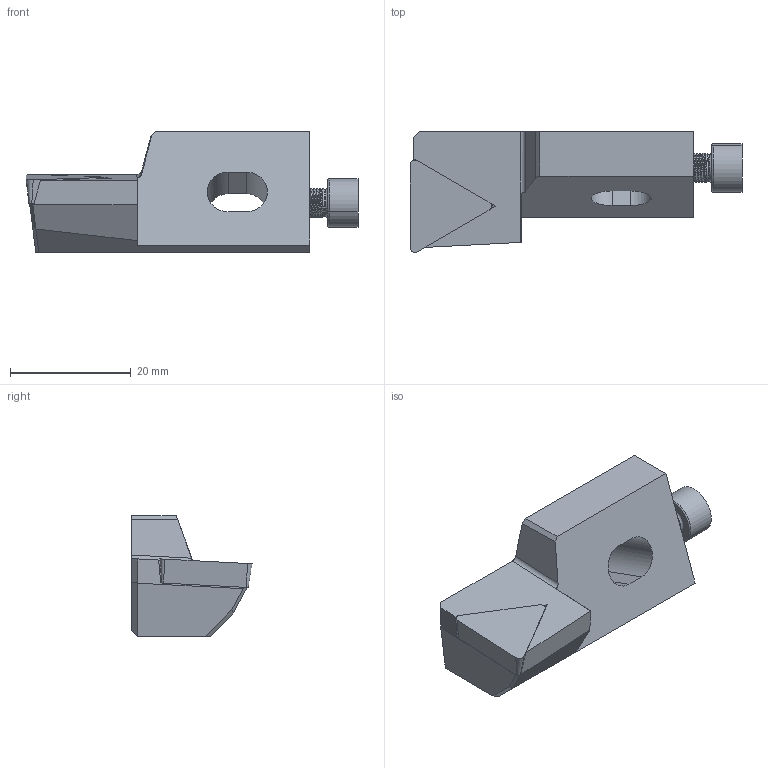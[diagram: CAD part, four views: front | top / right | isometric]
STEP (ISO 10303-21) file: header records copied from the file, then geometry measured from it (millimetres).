
FILE_DESCRIPTION (( 'STEP AP214' ), '1' );
FILE_NAME ('STFCR-12CA-16-LIGHT.STP', '2023-11-09T07:59:37', ( '' ), ( '' ), 'SwSTEP 2.0', 'SolidWorks 2018', '' );
FILE_SCHEMA (( 'AUTOMOTIVE_DESIGN' ));
Length unit declared in the file: millimetre
Products named in the file (1): STFCR-12CA-16-LIGHT
Bounding box: 55 x 20 x 20 mm (x, y, z)
Volume: 9498.3 mm3; surface area: 4155 mm2
Topology: 2 solids, 2 shells, 62 faces, 162 edges, 106 vertices
Faces by surface type: plane 32, cylinder 13, cone 9, torus 6, bspline 2
Entity records: 3795 total; most frequent: CARTESIAN_POINT 1603, ORIENTED_EDGE 324, DIRECTION 283, EDGE_CURVE 162, VERTEX_POINT 106, LINE 97, VECTOR 97, AXIS2_PLACEMENT_3D 93
